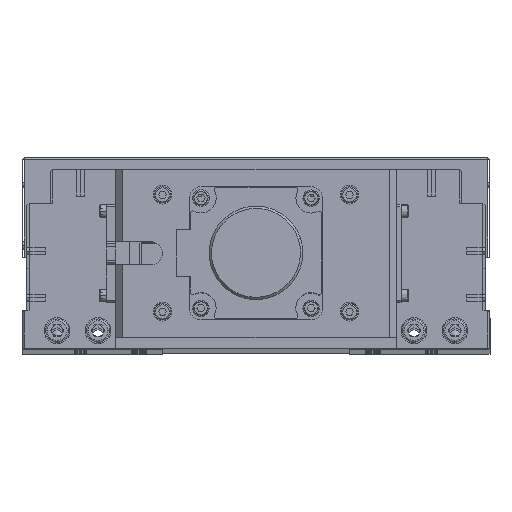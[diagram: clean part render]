
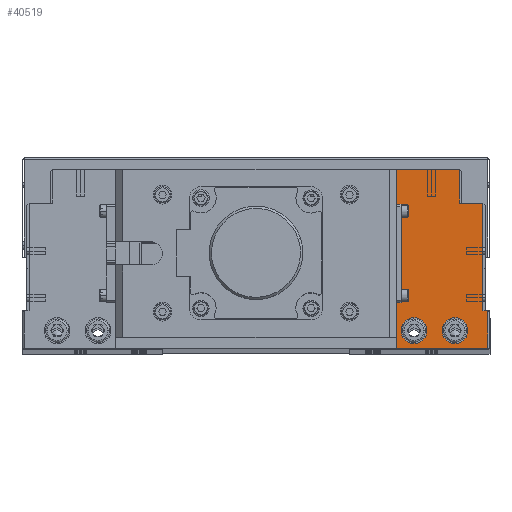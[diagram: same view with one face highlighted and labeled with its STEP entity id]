
A CAD part, top view. The second image highlights one B-rep face of the part: STEP entity #40519.
In plain terms, the highlighted planar face has unit normal (0, 0, 1).
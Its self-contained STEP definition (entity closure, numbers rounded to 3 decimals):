
#334 = VERTEX_POINT ( 'NONE', #51234 ) ;
#1033 = AXIS2_PLACEMENT_3D ( 'NONE', #18389, #44640, #31143 ) ;
#1591 = CARTESIAN_POINT ( 'NONE',  ( 79.5, 8., 628. ) ) ;
#2102 = AXIS2_PLACEMENT_3D ( 'NONE', #16080, #46928, #24010 ) ;
#2941 = CARTESIAN_POINT ( 'NONE',  ( 87., 62.5, 628. ) ) ;
#3269 = CARTESIAN_POINT ( 'NONE',  ( 99., 16.5, 628. ) ) ;
#3666 = VERTEX_POINT ( 'NONE', #48935 ) ;
#3879 = FACE_OUTER_BOUND ( 'NONE', #11751, .T. ) ;
#4165 = ORIENTED_EDGE ( 'NONE', *, *, #54173, .F. ) ;
#4523 = LINE ( 'NONE', #8704, #53519 ) ;
#4800 = DIRECTION ( 'NONE',  ( -1., 0., 0. ) ) ;
#5197 = DIRECTION ( 'NONE',  ( 1., 0., 0. ) ) ;
#5227 = ORIENTED_EDGE ( 'NONE', *, *, #20681, .F. ) ;
#5235 = CARTESIAN_POINT ( 'NONE',  ( 99., 0.5, 628. ) ) ;
#5318 = VERTEX_POINT ( 'NONE', #31980 ) ;
#5472 = EDGE_LOOP ( 'NONE', ( #29829, #4165 ) ) ;
#5954 = EDGE_CURVE ( 'NONE', #10606, #55709, #6179, .T. ) ;
#6179 = LINE ( 'NONE', #23069, #8160 ) ;
#6422 = EDGE_CURVE ( 'NONE', #33308, #9286, #12417, .T. ) ;
#6999 = VECTOR ( 'NONE', #56586, 1000. ) ;
#7339 = CARTESIAN_POINT ( 'NONE',  ( 60., 56., 628. ) ) ;
#7485 = CARTESIAN_POINT ( 'NONE',  ( 60., 77., 628. ) ) ;
#8087 = CARTESIAN_POINT ( 'NONE',  ( 73., 8., 628. ) ) ;
#8160 = VECTOR ( 'NONE', #23233, 1000. ) ;
#8311 = CARTESIAN_POINT ( 'NONE',  ( 60., 26., 628. ) ) ;
#8443 = LINE ( 'NONE', #52384, #20177 ) ;
#8704 = CARTESIAN_POINT ( 'NONE',  ( 88., 62.5, 628. ) ) ;
#8735 = ORIENTED_EDGE ( 'NONE', *, *, #28290, .T. ) ;
#9286 = VERTEX_POINT ( 'NONE', #8311 ) ;
#9642 = CARTESIAN_POINT ( 'NONE',  ( -60., 56., 628. ) ) ;
#9650 = VERTEX_POINT ( 'NONE', #47775 ) ;
#10121 = FACE_BOUND ( 'NONE', #16075, .T. ) ;
#10606 = VERTEX_POINT ( 'NONE', #56176 ) ;
#10662 = DIRECTION ( 'NONE',  ( 0., 1., 0. ) ) ;
#11751 = EDGE_LOOP ( 'NONE', ( #25633, #8735, #20423, #12552, #43016, #55688, #49732, #15950, #47468, #46861, #36462, #18478 ) ) ;
#12264 = VERTEX_POINT ( 'NONE', #21975 ) ;
#12417 = LINE ( 'NONE', #7485, #51755 ) ;
#12552 = ORIENTED_EDGE ( 'NONE', *, *, #42056, .F. ) ;
#13846 = EDGE_CURVE ( 'NONE', #3666, #33215, #34603, .T. ) ;
#14011 = AXIS2_PLACEMENT_3D ( 'NONE', #35681, #14263, #5197 ) ;
#14263 = DIRECTION ( 'NONE',  ( 0., 0., 1. ) ) ;
#14453 = VECTOR ( 'NONE', #32739, 1000. ) ;
#15036 = CARTESIAN_POINT ( 'NONE',  ( 0., 0.5, 628. ) ) ;
#15385 = LINE ( 'NONE', #35256, #47802 ) ;
#15863 = DIRECTION ( 'NONE',  ( 0., 0., 1. ) ) ;
#15950 = ORIENTED_EDGE ( 'NONE', *, *, #30186, .F. ) ;
#16075 = EDGE_LOOP ( 'NONE', ( #24698, #5227 ) ) ;
#16080 = CARTESIAN_POINT ( 'NONE',  ( 67.5, 8., 628. ) ) ;
#16376 = DIRECTION ( 'NONE',  ( 0., 1., 0. ) ) ;
#16413 = VERTEX_POINT ( 'NONE', #7339 ) ;
#16473 = EDGE_CURVE ( 'NONE', #16413, #334, #31963, .T. ) ;
#16853 = EDGE_CURVE ( 'NONE', #3666, #45812, #15385, .T. ) ;
#17194 = LINE ( 'NONE', #32539, #14453 ) ;
#18306 = VECTOR ( 'NONE', #4800, 1000. ) ;
#18389 = CARTESIAN_POINT ( 'NONE',  ( 85., 8., 628. ) ) ;
#18478 = ORIENTED_EDGE ( 'NONE', *, *, #47940, .T. ) ;
#20177 = VECTOR ( 'NONE', #34450, 1000. ) ;
#20423 = ORIENTED_EDGE ( 'NONE', *, *, #6422, .F. ) ;
#20681 = EDGE_CURVE ( 'NONE', #41311, #22507, #51915, .T. ) ;
#21578 = VERTEX_POINT ( 'NONE', #2941 ) ;
#21975 = CARTESIAN_POINT ( 'NONE',  ( 62., 8., 628. ) ) ;
#22507 = VERTEX_POINT ( 'NONE', #33595 ) ;
#22590 = EDGE_CURVE ( 'NONE', #22507, #41311, #27716, .T. ) ;
#23069 = CARTESIAN_POINT ( 'NONE',  ( 54., 0.5, 628. ) ) ;
#23233 = DIRECTION ( 'NONE',  ( 0., 1., 0. ) ) ;
#23909 = FACE_BOUND ( 'NONE', #5472, .T. ) ;
#24010 = DIRECTION ( 'NONE',  ( 1., 0., 0. ) ) ;
#24698 = ORIENTED_EDGE ( 'NONE', *, *, #22590, .F. ) ;
#25159 = AXIS2_PLACEMENT_3D ( 'NONE', #42321, #15863, #55603 ) ;
#25633 = ORIENTED_EDGE ( 'NONE', *, *, #5954, .F. ) ;
#27612 = EDGE_CURVE ( 'NONE', #55622, #12264, #45623, .T. ) ;
#27716 = CIRCLE ( 'NONE', #25159, 5.5 ) ;
#28290 = EDGE_CURVE ( 'NONE', #10606, #9286, #17194, .T. ) ;
#28743 = DIRECTION ( 'NONE',  ( -1., 0., 0. ) ) ;
#29165 = CARTESIAN_POINT ( 'NONE',  ( 87., 0.5, 628. ) ) ;
#29829 = ORIENTED_EDGE ( 'NONE', *, *, #27612, .F. ) ;
#30186 = EDGE_CURVE ( 'NONE', #21578, #33215, #4523, .T. ) ;
#30284 = DIRECTION ( 'NONE',  ( 1., 0., 0. ) ) ;
#31143 = DIRECTION ( 'NONE',  ( 1., 0., 0. ) ) ;
#31684 = CARTESIAN_POINT ( 'NONE',  ( 97., 62.5, 628. ) ) ;
#31963 = LINE ( 'NONE', #34146, #47134 ) ;
#31980 = CARTESIAN_POINT ( 'NONE',  ( 87., 77., 628. ) ) ;
#32539 = CARTESIAN_POINT ( 'NONE',  ( -60., 26., 628. ) ) ;
#32739 = DIRECTION ( 'NONE',  ( 1., 0., 0. ) ) ;
#32826 = LINE ( 'NONE', #9642, #18306 ) ;
#32974 = DIRECTION ( 'NONE',  ( 0., 0., -1. ) ) ;
#33084 = CARTESIAN_POINT ( 'NONE',  ( 100., 0.5, 628. ) ) ;
#33215 = VERTEX_POINT ( 'NONE', #31684 ) ;
#33308 = VERTEX_POINT ( 'NONE', #41761 ) ;
#33388 = DIRECTION ( 'NONE',  ( 0., 1., 0. ) ) ;
#33519 = DIRECTION ( 'NONE',  ( 0., 1., 0. ) ) ;
#33595 = CARTESIAN_POINT ( 'NONE',  ( 90.5, 8., 628. ) ) ;
#33915 = AXIS2_PLACEMENT_3D ( 'NONE', #15036, #32974, #28743 ) ;
#34146 = CARTESIAN_POINT ( 'NONE',  ( 60., 77., 628. ) ) ;
#34450 = DIRECTION ( 'NONE',  ( 1., 0., 0. ) ) ;
#34603 = LINE ( 'NONE', #47305, #6999 ) ;
#35256 = CARTESIAN_POINT ( 'NONE',  ( 98., 16.5, 628. ) ) ;
#35488 = CARTESIAN_POINT ( 'NONE',  ( 54., 56., 628. ) ) ;
#35681 = CARTESIAN_POINT ( 'NONE',  ( 67.5, 8., 628. ) ) ;
#36462 = ORIENTED_EDGE ( 'NONE', *, *, #16473, .F. ) ;
#36888 = PLANE ( 'NONE',  #33915 ) ;
#37036 = LINE ( 'NONE', #5235, #50855 ) ;
#38727 = CIRCLE ( 'NONE', #14011, 5.5 ) ;
#40452 = EDGE_CURVE ( 'NONE', #9650, #45812, #37036, .T. ) ;
#40519 = ADVANCED_FACE ( 'NONE', ( #10121, #23909, #3879 ), #36888, .F. ) ;
#41311 = VERTEX_POINT ( 'NONE', #1591 ) ;
#41431 = DIRECTION ( 'NONE',  ( -1., 0., 0. ) ) ;
#41761 = CARTESIAN_POINT ( 'NONE',  ( 60., 0.5, 628. ) ) ;
#42056 = EDGE_CURVE ( 'NONE', #9650, #33308, #56390, .T. ) ;
#42321 = CARTESIAN_POINT ( 'NONE',  ( 85., 8., 628. ) ) ;
#42498 = VECTOR ( 'NONE', #33388, 1000. ) ;
#43016 = ORIENTED_EDGE ( 'NONE', *, *, #40452, .T. ) ;
#44640 = DIRECTION ( 'NONE',  ( 0., 0., 1. ) ) ;
#45623 = CIRCLE ( 'NONE', #2102, 5.5 ) ;
#45812 = VERTEX_POINT ( 'NONE', #3269 ) ;
#46861 = ORIENTED_EDGE ( 'NONE', *, *, #49716, .F. ) ;
#46928 = DIRECTION ( 'NONE',  ( 0., 0., 1. ) ) ;
#47134 = VECTOR ( 'NONE', #16376, 1000. ) ;
#47305 = CARTESIAN_POINT ( 'NONE',  ( 97., 0.5, 628. ) ) ;
#47468 = ORIENTED_EDGE ( 'NONE', *, *, #47691, .T. ) ;
#47691 = EDGE_CURVE ( 'NONE', #21578, #5318, #48024, .T. ) ;
#47775 = CARTESIAN_POINT ( 'NONE',  ( 99., 0.5, 628. ) ) ;
#47802 = VECTOR ( 'NONE', #57250, 1000. ) ;
#47940 = EDGE_CURVE ( 'NONE', #16413, #55709, #32826, .T. ) ;
#48024 = LINE ( 'NONE', #29165, #42498 ) ;
#48935 = CARTESIAN_POINT ( 'NONE',  ( 97., 16.5, 628. ) ) ;
#49716 = EDGE_CURVE ( 'NONE', #334, #5318, #8443, .T. ) ;
#49732 = ORIENTED_EDGE ( 'NONE', *, *, #13846, .T. ) ;
#50855 = VECTOR ( 'NONE', #10662, 1000. ) ;
#51234 = CARTESIAN_POINT ( 'NONE',  ( 60., 77., 628. ) ) ;
#51755 = VECTOR ( 'NONE', #33519, 1000. ) ;
#51915 = CIRCLE ( 'NONE', #1033, 5.5 ) ;
#52384 = CARTESIAN_POINT ( 'NONE',  ( 88., 77., 628. ) ) ;
#53519 = VECTOR ( 'NONE', #30284, 1000. ) ;
#54173 = EDGE_CURVE ( 'NONE', #12264, #55622, #38727, .T. ) ;
#55603 = DIRECTION ( 'NONE',  ( 1., 0., 0. ) ) ;
#55622 = VERTEX_POINT ( 'NONE', #8087 ) ;
#55688 = ORIENTED_EDGE ( 'NONE', *, *, #16853, .F. ) ;
#55709 = VERTEX_POINT ( 'NONE', #35488 ) ;
#55719 = VECTOR ( 'NONE', #41431, 1000. ) ;
#56176 = CARTESIAN_POINT ( 'NONE',  ( 54., 26., 628. ) ) ;
#56390 = LINE ( 'NONE', #33084, #55719 ) ;
#56586 = DIRECTION ( 'NONE',  ( 0., 1., 0. ) ) ;
#57250 = DIRECTION ( 'NONE',  ( 1., 0., 0. ) ) ;
